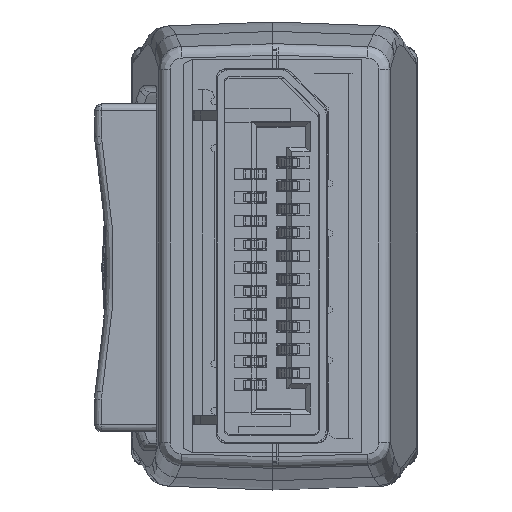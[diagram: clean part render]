
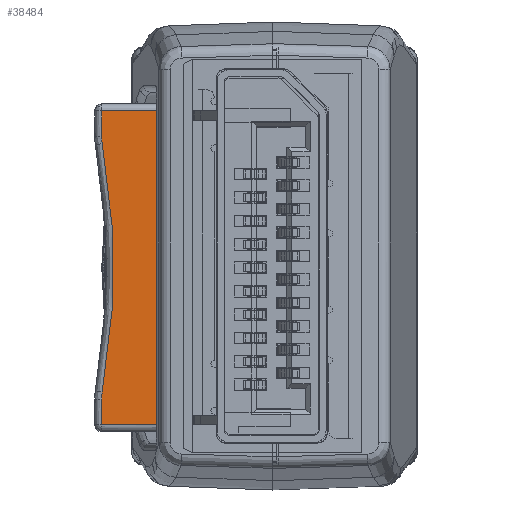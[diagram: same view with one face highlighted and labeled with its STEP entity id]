
A CAD part, left-side view. The second image highlights one B-rep face of the part: STEP entity #38484.
In plain terms, the highlighted face is planar.
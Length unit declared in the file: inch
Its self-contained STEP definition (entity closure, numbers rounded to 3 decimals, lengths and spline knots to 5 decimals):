
#858 = CARTESIAN_POINT ( 'NONE',  ( 1.12177, -0.18916, -0.29358 ) ) ;
#3722 = EDGE_CURVE ( 'NONE', #90556, #92934, #75461, .T. ) ;
#10193 = VECTOR ( 'NONE', #144806, 39.37008 ) ;
#11999 = CARTESIAN_POINT ( 'NONE',  ( 1.12177, 0.01979, -0.27334 ) ) ;
#13240 = CARTESIAN_POINT ( 'NONE',  ( 1.12177, -0.18916, -0.29358 ) ) ;
#14727 = CARTESIAN_POINT ( 'NONE',  ( 1.12177, -0.25591, -0.11024 ) ) ;
#16308 = ORIENTED_EDGE ( 'NONE', *, *, #108571, .F. ) ;
#19329 =( BOUNDED_CURVE ( )  B_SPLINE_CURVE ( 3, ( #111560, #84981, #74300, #11999, #123826, #72731, #858 ),
 .UNSPECIFIED., .F., .F. ) 
 B_SPLINE_CURVE_WITH_KNOTS ( ( 4, 1, 1, 1, 4 ),
 ( 0., 0.24625, 0.49974, 0.75323, 1. ),
 .UNSPECIFIED. ) 
 CURVE ( )  GEOMETRIC_REPRESENTATION_ITEM ( )  RATIONAL_B_SPLINE_CURVE ( ( 1.184, 1.184, 1.184, 1.184, 1.184, 1.184, 1.184 ) ) 
 REPRESENTATION_ITEM ( '' )  );
#19409 = VECTOR ( 'NONE', #81866, 39.37008 ) ;
#26968 = DIRECTION ( 'NONE',  ( 0., 0., -1. ) ) ;
#27685 = AXIS2_PLACEMENT_3D ( 'NONE', #14727, #62118, #26968 ) ;
#30649 = CARTESIAN_POINT ( 'NONE',  ( 1.12177, -0.201, -0.29464 ) ) ;
#30836 = EDGE_CURVE ( 'NONE', #108052, #92934, #55592, .T. ) ;
#31690 = CARTESIAN_POINT ( 'NONE',  ( 1.12177, -0.18916, -0.29358 ) ) ;
#38484 = ADVANCED_FACE ( 'NONE', ( #66648 ), #135161, .T. ) ;
#38830 = CARTESIAN_POINT ( 'NONE',  ( 1.12177, 0.24037, -0.29464 ) ) ;
#38832 = EDGE_CURVE ( 'NONE', #98067, #41054, #99387, .T. ) ;
#39851 = CARTESIAN_POINT ( 'NONE',  ( 1.12177, 0.23647, -0.29457 ) ) ;
#41054 = VERTEX_POINT ( 'NONE', #146450 ) ;
#43891 = CARTESIAN_POINT ( 'NONE',  ( 1.12177, -0.24409, -0.83571 ) ) ;
#44245 = CARTESIAN_POINT ( 'NONE',  ( 1.12177, -0.24409, -0.29464 ) ) ;
#44871 = CARTESIAN_POINT ( 'NONE',  ( 1.12177, 0.24037, -0.29464 ) ) ;
#45864 = EDGE_CURVE ( 'NONE', #117031, #98067, #19329, .T. ) ;
#46100 = ORIENTED_EDGE ( 'NONE', *, *, #138477, .T. ) ;
#51033 = CARTESIAN_POINT ( 'NONE',  ( 1.12177, 0.23251, -0.29422 ) ) ;
#52486 = CARTESIAN_POINT ( 'NONE',  ( 1.12177, 0.22853, -0.29358 ) ) ;
#53364 = CARTESIAN_POINT ( 'NONE',  ( 1.12177, 0.28346, -0.18504 ) ) ;
#53385 = CARTESIAN_POINT ( 'NONE',  ( 1.12177, 0.28346, -0.29464 ) ) ;
#55592 = LINE ( 'NONE', #142095, #19409 ) ;
#55601 = ORIENTED_EDGE ( 'NONE', *, *, #76622, .T. ) ;
#57256 = CARTESIAN_POINT ( 'NONE',  ( 1.12177, -0.1902, -0.29377 ) ) ;
#62118 = DIRECTION ( 'NONE',  ( 1., 0., 0. ) ) ;
#63096 = LINE ( 'NONE', #117624, #118516 ) ;
#66648 = FACE_OUTER_BOUND ( 'NONE', #138748, .T. ) ;
#69504 = CARTESIAN_POINT ( 'NONE',  ( 1.12177, -0.19302, -0.29421 ) ) ;
#69832 = VECTOR ( 'NONE', #100870, 39.37008 ) ;
#72306 = CARTESIAN_POINT ( 'NONE',  ( 1.12177, -0.25591, -0.29464 ) ) ;
#72731 = CARTESIAN_POINT ( 'NONE',  ( 1.12177, -0.15517, -0.28747 ) ) ;
#74300 = CARTESIAN_POINT ( 'NONE',  ( 1.12177, 0.12522, -0.27811 ) ) ;
#75312 = ORIENTED_EDGE ( 'NONE', *, *, #3722, .T. ) ;
#75461 = LINE ( 'NONE', #149385, #69832 ) ;
#76108 = CARTESIAN_POINT ( 'NONE',  ( 1.12177, 0.22853, -0.29358 ) ) ;
#76622 = EDGE_CURVE ( 'NONE', #93706, #41054, #141643, .T. ) ;
#78884 = LINE ( 'NONE', #43891, #132285 ) ;
#81218 = CARTESIAN_POINT ( 'NONE',  ( 1.12177, -0.19988, -0.29464 ) ) ;
#81641 = DIRECTION ( 'NONE',  ( 0., 0., 1. ) ) ;
#81866 = DIRECTION ( 'NONE',  ( 0., 0., -1. ) ) ;
#84981 = CARTESIAN_POINT ( 'NONE',  ( 1.12177, 0.19461, -0.28748 ) ) ;
#90556 = VERTEX_POINT ( 'NONE', #44871 ) ;
#91117 = ORIENTED_EDGE ( 'NONE', *, *, #38832, .F. ) ;
#92934 = VERTEX_POINT ( 'NONE', #53385 ) ;
#92987 = CARTESIAN_POINT ( 'NONE',  ( 1.12177, -0.19697, -0.29457 ) ) ;
#93706 = VERTEX_POINT ( 'NONE', #44245 ) ;
#98067 = VERTEX_POINT ( 'NONE', #13240 ) ;
#99387 =( BOUNDED_CURVE ( )  B_SPLINE_CURVE ( 3, ( #31690, #57256, #69504, #92987, #81218, #30649 ),
 .UNSPECIFIED., .F., .F. ) 
 B_SPLINE_CURVE_WITH_KNOTS ( ( 4, 1, 1, 4 ),
 ( 0., 0.26696, 0.71773, 1. ),
 .UNSPECIFIED. ) 
 CURVE ( )  GEOMETRIC_REPRESENTATION_ITEM ( )  RATIONAL_B_SPLINE_CURVE ( ( 1.185, 1.185, 1.185, 1.185, 1.185, 1.185 ) ) 
 REPRESENTATION_ITEM ( '' )  );
#100071 =( BOUNDED_CURVE ( )  B_SPLINE_CURVE ( 3, ( #38830, #124110, #39851, #51033, #149108, #76108 ),
 .UNSPECIFIED., .F., .F. ) 
 B_SPLINE_CURVE_WITH_KNOTS ( ( 4, 1, 1, 4 ),
 ( 0., 0.26699, 0.71777, 1. ),
 .UNSPECIFIED. ) 
 CURVE ( )  GEOMETRIC_REPRESENTATION_ITEM ( )  RATIONAL_B_SPLINE_CURVE ( ( 1.185, 1.185, 1.185, 1.185, 1.185, 1.185 ) ) 
 REPRESENTATION_ITEM ( '' )  );
#100870 = DIRECTION ( 'NONE',  ( 0., 1., 0. ) ) ;
#104856 = DIRECTION ( 'NONE',  ( 0., -1., 0. ) ) ;
#108052 = VERTEX_POINT ( 'NONE', #53364 ) ;
#108571 = EDGE_CURVE ( 'NONE', #90556, #117031, #100071, .T. ) ;
#110428 = EDGE_CURVE ( 'NONE', #93706, #155902, #78884, .T. ) ;
#111560 = CARTESIAN_POINT ( 'NONE',  ( 1.12177, 0.22853, -0.29358 ) ) ;
#117031 = VERTEX_POINT ( 'NONE', #52486 ) ;
#117349 = ORIENTED_EDGE ( 'NONE', *, *, #30836, .F. ) ;
#117624 = CARTESIAN_POINT ( 'NONE',  ( 1.12177, 0.29528, -0.18504 ) ) ;
#118339 = ORIENTED_EDGE ( 'NONE', *, *, #45864, .F. ) ;
#118516 = VECTOR ( 'NONE', #104856, 39.37008 ) ;
#123826 = CARTESIAN_POINT ( 'NONE',  ( 1.12177, -0.0857, -0.27809 ) ) ;
#124110 = CARTESIAN_POINT ( 'NONE',  ( 1.12177, 0.23932, -0.29464 ) ) ;
#132285 = VECTOR ( 'NONE', #81641, 39.37008 ) ;
#135161 = PLANE ( 'NONE',  #27685 ) ;
#138477 = EDGE_CURVE ( 'NONE', #108052, #155902, #63096, .T. ) ;
#138748 = EDGE_LOOP ( 'NONE', ( #145852, #55601, #91117, #118339, #16308, #75312, #117349, #46100 ) ) ;
#141643 = LINE ( 'NONE', #72306, #10193 ) ;
#142095 = CARTESIAN_POINT ( 'NONE',  ( 1.12177, 0.28346, 0.62705 ) ) ;
#144806 = DIRECTION ( 'NONE',  ( 0., 1., 0. ) ) ;
#145852 = ORIENTED_EDGE ( 'NONE', *, *, #110428, .F. ) ;
#146450 = CARTESIAN_POINT ( 'NONE',  ( 1.12177, -0.201, -0.29464 ) ) ;
#149108 = CARTESIAN_POINT ( 'NONE',  ( 1.12177, 0.22963, -0.29378 ) ) ;
#149385 = CARTESIAN_POINT ( 'NONE',  ( 1.12177, -0.25591, -0.29464 ) ) ;
#154511 = CARTESIAN_POINT ( 'NONE',  ( 1.12177, -0.24409, -0.18504 ) ) ;
#155902 = VERTEX_POINT ( 'NONE', #154511 ) ;
